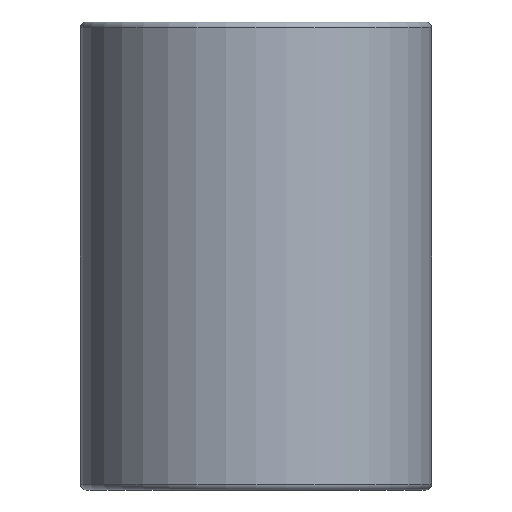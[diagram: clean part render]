
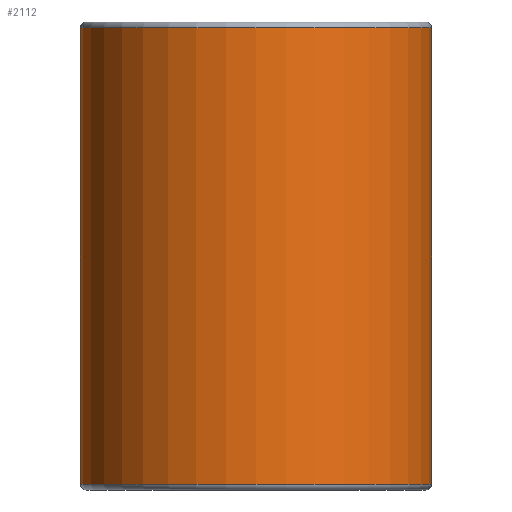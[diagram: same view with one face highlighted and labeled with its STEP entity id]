
A CAD part, front view. The second image highlights one B-rep face of the part: STEP entity #2112.
In plain terms, the highlighted cylindrical face has radius 6 mm (diameter 12 mm), a partial arc.
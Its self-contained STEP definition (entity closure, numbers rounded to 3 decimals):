
#65 = EDGE_CURVE ( 'NONE', #5627, #4999, #4310, .T. ) ;
#107 = AXIS2_PLACEMENT_3D ( 'NONE', #2648, #5894, #699 ) ;
#129 = LINE ( 'NONE', #7967, #4467 ) ;
#653 = CARTESIAN_POINT ( 'NONE',  ( 0., 0., 15.8 ) ) ;
#699 = DIRECTION ( 'NONE',  ( -1., 0., 0. ) ) ;
#1274 = CARTESIAN_POINT ( 'NONE',  ( 6., 0., 0.2 ) ) ;
#1412 = CARTESIAN_POINT ( 'NONE',  ( 6., 0., 16. ) ) ;
#1490 = EDGE_CURVE ( 'NONE', #1590, #5321, #5276, .T. ) ;
#1590 = VERTEX_POINT ( 'NONE', #3109 ) ;
#1974 = CARTESIAN_POINT ( 'NONE',  ( 6., 0., 15.8 ) ) ;
#2112 = ADVANCED_FACE ( 'NONE', ( #6496 ), #5937, .T. ) ;
#2420 = AXIS2_PLACEMENT_3D ( 'NONE', #6274, #2893, #7458 ) ;
#2648 = CARTESIAN_POINT ( 'NONE',  ( 0., 0., 16. ) ) ;
#2893 = DIRECTION ( 'NONE',  ( 0., 0., 1. ) ) ;
#3109 = CARTESIAN_POINT ( 'NONE',  ( -6., 0., 0.2 ) ) ;
#3483 = DIRECTION ( 'NONE',  ( 0., 0., -1. ) ) ;
#3761 = DIRECTION ( 'NONE',  ( 0., 0., -1. ) ) ;
#4310 = CIRCLE ( 'NONE', #4456, 6. ) ;
#4456 = AXIS2_PLACEMENT_3D ( 'NONE', #653, #3761, #8287 ) ;
#4467 = VECTOR ( 'NONE', #3483, 1000. ) ;
#4503 = EDGE_CURVE ( 'NONE', #4999, #1590, #129, .T. ) ;
#4523 = ORIENTED_EDGE ( 'NONE', *, *, #1490, .T. ) ;
#4999 = VERTEX_POINT ( 'NONE', #8216 ) ;
#5276 = CIRCLE ( 'NONE', #2420, 6. ) ;
#5321 = VERTEX_POINT ( 'NONE', #1274 ) ;
#5349 = EDGE_LOOP ( 'NONE', ( #6837, #8264, #5983, #4523 ) ) ;
#5417 = DIRECTION ( 'NONE',  ( 0., 0., -1. ) ) ;
#5627 = VERTEX_POINT ( 'NONE', #1974 ) ;
#5708 = VECTOR ( 'NONE', #5417, 1000. ) ;
#5894 = DIRECTION ( 'NONE',  ( 0., 0., -1. ) ) ;
#5937 = CYLINDRICAL_SURFACE ( 'NONE', #107, 6. ) ;
#5983 = ORIENTED_EDGE ( 'NONE', *, *, #4503, .T. ) ;
#6274 = CARTESIAN_POINT ( 'NONE',  ( 0., 0., 0.2 ) ) ;
#6496 = FACE_OUTER_BOUND ( 'NONE', #5349, .T. ) ;
#6837 = ORIENTED_EDGE ( 'NONE', *, *, #7782, .F. ) ;
#7458 = DIRECTION ( 'NONE',  ( 1., 0., 0. ) ) ;
#7782 = EDGE_CURVE ( 'NONE', #5627, #5321, #8017, .T. ) ;
#7967 = CARTESIAN_POINT ( 'NONE',  ( -6., 0., 16. ) ) ;
#8017 = LINE ( 'NONE', #1412, #5708 ) ;
#8216 = CARTESIAN_POINT ( 'NONE',  ( -6., 0., 15.8 ) ) ;
#8264 = ORIENTED_EDGE ( 'NONE', *, *, #65, .T. ) ;
#8287 = DIRECTION ( 'NONE',  ( 1., 0., 0. ) ) ;
